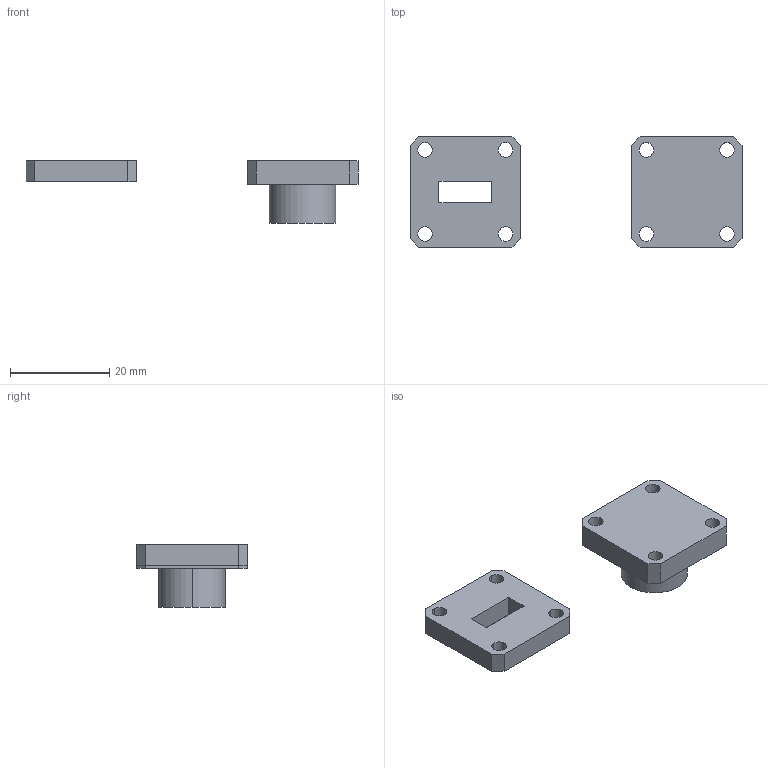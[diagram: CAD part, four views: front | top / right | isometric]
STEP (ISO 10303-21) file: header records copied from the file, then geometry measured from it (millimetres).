
FILE_DESCRIPTION (( 'STEP AP203' ), '1' );
FILE_NAME ('SWO-42-F1.STEP', '2019-06-06T19:14:35', ( '' ), ( '' ), 'SwSTEP 2.0', 'SolidWorks 2016', '' );
FILE_SCHEMA (( 'CONFIG_CONTROL_DESIGN' ));
Length unit declared in the file: inch
Products named in the file (1): SWO-42-F1
Bounding box: 67.01 x 22.35 x 12.7 mm (x, y, z)
Volume: 5161.8 mm3; surface area: 3344.6 mm2
Topology: 2 solids, 2 shells, 43 faces, 114 edges, 76 vertices
Faces by surface type: plane 25, cylinder 18
Entity records: 1457 total; most frequent: DIRECTION 238, CARTESIAN_POINT 234, ORIENTED_EDGE 228, EDGE_CURVE 114, AXIS2_PLACEMENT_3D 80, LINE 78, VECTOR 78, VERTEX_POINT 76
